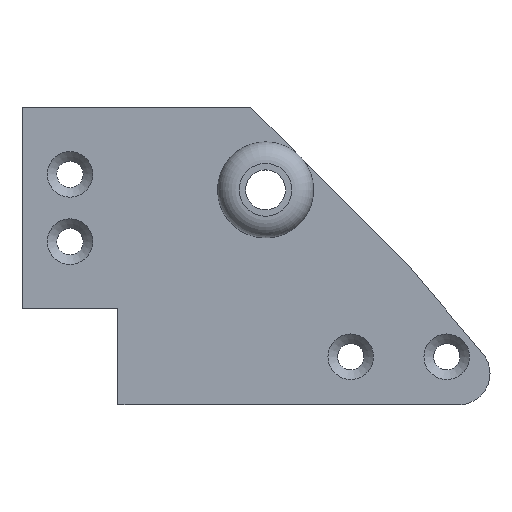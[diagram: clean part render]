
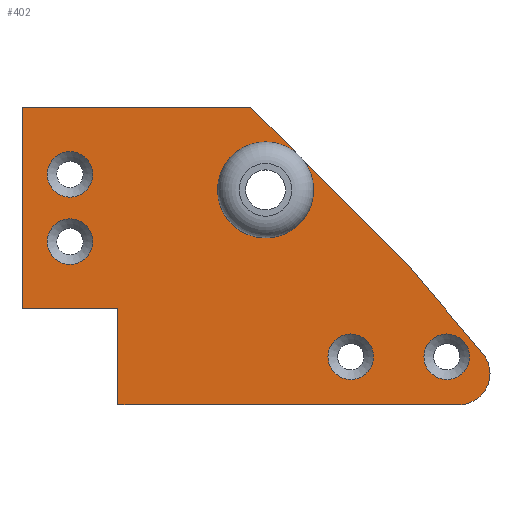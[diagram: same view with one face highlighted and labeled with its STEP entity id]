
A CAD part, top view. The second image highlights one B-rep face of the part: STEP entity #402.
In plain terms, the highlighted face is planar.
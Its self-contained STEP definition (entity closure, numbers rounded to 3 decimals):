
#27=FACE_BOUND('',#72,.T.);
#28=FACE_BOUND('',#73,.T.);
#29=FACE_BOUND('',#74,.T.);
#30=FACE_BOUND('',#75,.T.);
#37=PLANE('',#442);
#48=FACE_OUTER_BOUND('',#71,.T.);
#71=EDGE_LOOP('',(#288,#289,#290,#291,#292,#293,#294,#295,#296,#297,#298));
#72=EDGE_LOOP('',(#299));
#73=EDGE_LOOP('',(#300));
#74=EDGE_LOOP('',(#301));
#75=EDGE_LOOP('',(#302));
#104=LINE('',#628,#138);
#105=LINE('',#630,#139);
#106=LINE('',#635,#140);
#107=LINE('',#637,#141);
#108=LINE('',#639,#142);
#109=LINE('',#641,#143);
#110=LINE('',#643,#144);
#111=LINE('',#644,#145);
#138=VECTOR('',#500,10.);
#139=VECTOR('',#501,10.);
#140=VECTOR('',#506,10.);
#141=VECTOR('',#507,10.);
#142=VECTOR('',#508,10.);
#143=VECTOR('',#509,10.);
#144=VECTOR('',#510,10.);
#145=VECTOR('',#511,10.);
#171=CIRCLE('',#440,4.75);
#173=CIRCLE('',#443,6.5);
#174=CIRCLE('',#444,10.);
#175=CIRCLE('',#445,10.);
#176=CIRCLE('',#446,4.75);
#177=CIRCLE('',#447,4.75);
#178=CIRCLE('',#448,4.75);
#193=VERTEX_POINT('',#618);
#195=VERTEX_POINT('',#624);
#196=VERTEX_POINT('',#625);
#197=VERTEX_POINT('',#627);
#198=VERTEX_POINT('',#629);
#199=VERTEX_POINT('',#631);
#200=VERTEX_POINT('',#634);
#201=VERTEX_POINT('',#636);
#202=VERTEX_POINT('',#638);
#203=VERTEX_POINT('',#640);
#204=VERTEX_POINT('',#642);
#205=VERTEX_POINT('',#645);
#206=VERTEX_POINT('',#647);
#207=VERTEX_POINT('',#649);
#228=EDGE_CURVE('',#193,#193,#171,.T.);
#231=EDGE_CURVE('',#195,#196,#173,.T.);
#232=EDGE_CURVE('',#197,#196,#104,.T.);
#233=EDGE_CURVE('',#198,#197,#105,.T.);
#234=EDGE_CURVE('',#199,#198,#174,.T.);
#235=EDGE_CURVE('',#198,#199,#175,.T.);
#236=EDGE_CURVE('',#200,#198,#106,.T.);
#237=EDGE_CURVE('',#201,#200,#107,.T.);
#238=EDGE_CURVE('',#202,#201,#108,.T.);
#239=EDGE_CURVE('',#203,#202,#109,.T.);
#240=EDGE_CURVE('',#204,#203,#110,.T.);
#241=EDGE_CURVE('',#195,#204,#111,.T.);
#242=EDGE_CURVE('',#205,#205,#176,.T.);
#243=EDGE_CURVE('',#206,#206,#177,.T.);
#244=EDGE_CURVE('',#207,#207,#178,.T.);
#288=ORIENTED_EDGE('',*,*,#231,.T.);
#289=ORIENTED_EDGE('',*,*,#232,.F.);
#290=ORIENTED_EDGE('',*,*,#233,.F.);
#291=ORIENTED_EDGE('',*,*,#234,.F.);
#292=ORIENTED_EDGE('',*,*,#235,.F.);
#293=ORIENTED_EDGE('',*,*,#236,.F.);
#294=ORIENTED_EDGE('',*,*,#237,.F.);
#295=ORIENTED_EDGE('',*,*,#238,.F.);
#296=ORIENTED_EDGE('',*,*,#239,.F.);
#297=ORIENTED_EDGE('',*,*,#240,.F.);
#298=ORIENTED_EDGE('',*,*,#241,.F.);
#299=ORIENTED_EDGE('',*,*,#242,.T.);
#300=ORIENTED_EDGE('',*,*,#243,.T.);
#301=ORIENTED_EDGE('',*,*,#244,.T.);
#302=ORIENTED_EDGE('',*,*,#228,.T.);
#402=ADVANCED_FACE('',(#48,#27,#28,#29,#30),#37,.F.);
#440=AXIS2_PLACEMENT_3D('',#619,#491,#492);
#442=AXIS2_PLACEMENT_3D('',#623,#496,#497);
#443=AXIS2_PLACEMENT_3D('',#626,#498,#499);
#444=AXIS2_PLACEMENT_3D('',#632,#502,#503);
#445=AXIS2_PLACEMENT_3D('',#633,#504,#505);
#446=AXIS2_PLACEMENT_3D('',#646,#512,#513);
#447=AXIS2_PLACEMENT_3D('',#648,#514,#515);
#448=AXIS2_PLACEMENT_3D('',#650,#516,#517);
#491=DIRECTION('center_axis',(0.,0.,1.));
#492=DIRECTION('ref_axis',(1.,0.,0.));
#496=DIRECTION('center_axis',(0.,0.,1.));
#497=DIRECTION('ref_axis',(1.,0.,0.));
#498=DIRECTION('center_axis',(0.,0.,-1.));
#499=DIRECTION('ref_axis',(0.907,0.421,0.));
#500=DIRECTION('',(0.645,0.764,0.));
#501=DIRECTION('',(0.707,0.707,0.));
#502=DIRECTION('center_axis',(0.,0.,-1.));
#503=DIRECTION('ref_axis',(1.,0.,0.));
#504=DIRECTION('center_axis',(0.,0.,-1.));
#505=DIRECTION('ref_axis',(1.,0.,0.));
#506=DIRECTION('',(0.707,0.707,0.));
#507=DIRECTION('',(1.,0.,0.));
#508=DIRECTION('',(0.,-1.,0.));
#509=DIRECTION('',(-1.,0.,0.));
#510=DIRECTION('',(0.,-1.,0.));
#511=DIRECTION('',(-1.,0.,0.));
#512=DIRECTION('center_axis',(0.,0.,1.));
#513=DIRECTION('ref_axis',(1.,0.,0.));
#514=DIRECTION('center_axis',(0.,0.,1.));
#515=DIRECTION('ref_axis',(1.,0.,0.));
#516=DIRECTION('center_axis',(0.,0.,1.));
#517=DIRECTION('ref_axis',(1.,0.,0.));
#618=CARTESIAN_POINT('',(5.25,-48.,-3.));
#619=CARTESIAN_POINT('Origin',(10.,-48.,-3.));
#623=CARTESIAN_POINT('Origin',(52.5,-31.,-3.));
#624=CARTESIAN_POINT('',(91.015,0.,-3.));
#625=CARTESIAN_POINT('',(95.984,-10.691,-3.));
#626=CARTESIAN_POINT('Origin',(91.015,-6.5,-3.));
#627=CARTESIAN_POINT('',(80.,-29.642,-3.));
#628=CARTESIAN_POINT('',(80.,-29.642,-3.));
#629=CARTESIAN_POINT('',(57.821,-51.821,-3.));
#630=CARTESIAN_POINT('',(80.,-29.642,-3.));
#631=CARTESIAN_POINT('',(40.75,-44.75,-3.));
#632=CARTESIAN_POINT('Origin',(50.75,-44.75,-3.));
#633=CARTESIAN_POINT('Origin',(50.75,-44.75,-3.));
#634=CARTESIAN_POINT('',(47.642,-62.,-3.));
#635=CARTESIAN_POINT('',(80.,-29.642,-3.));
#636=CARTESIAN_POINT('',(0.,-62.,-3.));
#637=CARTESIAN_POINT('',(80.,-62.,-3.));
#638=CARTESIAN_POINT('',(0.,-20.,-3.));
#639=CARTESIAN_POINT('',(0.,-62.,-3.));
#640=CARTESIAN_POINT('',(20.,-20.,-3.));
#641=CARTESIAN_POINT('',(20.,-20.,-3.));
#642=CARTESIAN_POINT('',(20.,0.,-3.));
#643=CARTESIAN_POINT('',(20.,0.,-3.));
#644=CARTESIAN_POINT('',(80.,0.,-3.));
#645=CARTESIAN_POINT('',(5.25,-34.,-3.));
#646=CARTESIAN_POINT('Origin',(10.,-34.,-3.));
#647=CARTESIAN_POINT('',(83.75,-10.,-3.));
#648=CARTESIAN_POINT('Origin',(88.5,-10.,-3.));
#649=CARTESIAN_POINT('',(63.75,-10.,-3.));
#650=CARTESIAN_POINT('Origin',(68.5,-10.,-3.));
